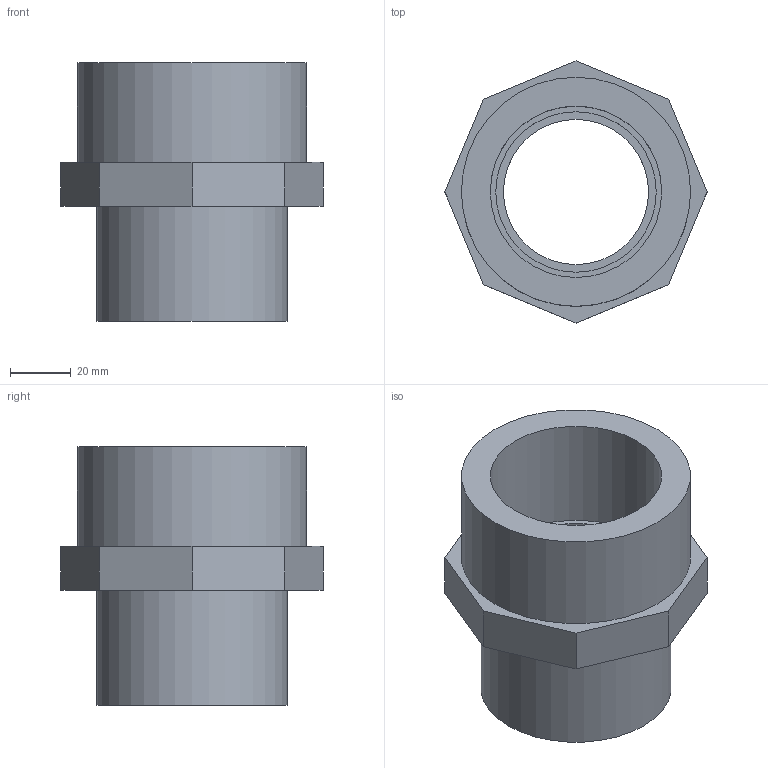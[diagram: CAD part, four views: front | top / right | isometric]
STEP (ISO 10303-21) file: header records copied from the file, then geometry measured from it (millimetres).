
FILE_DESCRIPTION(/* description */ (''),/* implementation_level */ '2;1');
FILE_NAME(/* name */ 'DIFV063050200.ipt.stp',/* time_stamp */ '2013-10-01T14:36:55+02:00',/* author */ ('bfaro'),/* organization */ (''),/* preprocessor_version */ 'ST-DEVELOPER v15.2',/* originating_system */ 'Autodesk Inventor 2014',/* authorisation */ '');
FILE_SCHEMA (('AUTOMOTIVE_DESIGN { 1 0 10303 214 3 1 1 }'));
Length unit declared in the file: millimetre
Products named in the file (1): DIFV063050200
Bounding box: 86.59 x 86.59 x 85.5 mm (x, y, z)
Volume: 156308.6 mm3; surface area: 40359.4 mm2
Topology: 1 solids, 1 shells, 21 faces, 43 edges, 29 vertices
Faces by surface type: plane 15, cylinder 6
Full cylindrical faces by diameter (mm): 48 x1, 50 x1, 53 x1, 56.656 x1, 63 x1, 75.7 x1
Entity records: 551 total; most frequent: DIRECTION 92, CARTESIAN_POINT 86, ORIENTED_EDGE 72, EDGE_CURVE 36, EDGE_LOOP 34, AXIS2_PLACEMENT_3D 34, VERTEX_POINT 28, LINE 24
